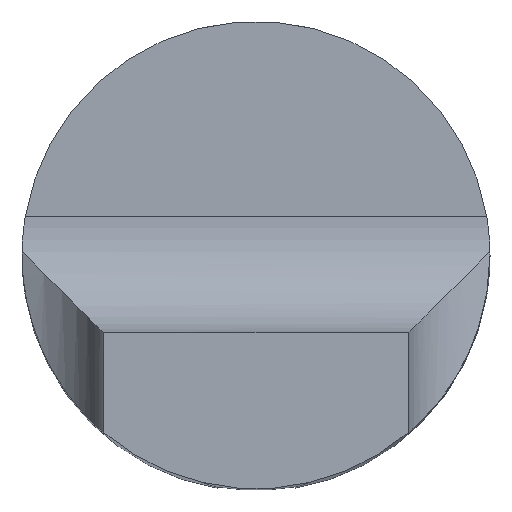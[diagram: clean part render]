
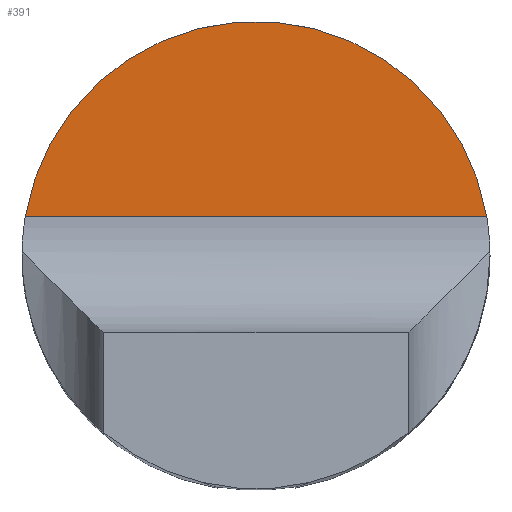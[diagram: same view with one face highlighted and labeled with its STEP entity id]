
A CAD part, top view. The second image highlights one B-rep face of the part: STEP entity #391.
In plain terms, the highlighted planar face has unit normal (0, 0, 1).
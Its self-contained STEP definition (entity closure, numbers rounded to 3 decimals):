
#71 = VERTEX_POINT ( 'NONE', #1049 ) ;
#74 = CARTESIAN_POINT ( 'NONE',  ( 0.195, 0.05, 1.4 ) ) ;
#102 = CIRCLE ( 'NONE', #231, 0.3 ) ;
#117 = LINE ( 'NONE', #74, #1044 ) ;
#148 = DIRECTION ( 'NONE',  ( -1., 0., 0. ) ) ;
#186 = ORIENTED_EDGE ( 'NONE', *, *, #873, .F. ) ;
#231 = AXIS2_PLACEMENT_3D ( 'NONE', #979, #554, #486 ) ;
#264 = EDGE_LOOP ( 'NONE', ( #186, #686 ) ) ;
#379 = DIRECTION ( 'NONE',  ( 1., 0., 0. ) ) ;
#391 = ADVANCED_FACE ( 'NONE', ( #588 ), #800, .F. ) ;
#486 = DIRECTION ( 'NONE',  ( -1., 0., 0. ) ) ;
#554 = DIRECTION ( 'NONE',  ( 0., 0., -1. ) ) ;
#588 = FACE_OUTER_BOUND ( 'NONE', #264, .T. ) ;
#593 = CARTESIAN_POINT ( 'NONE',  ( 0.296, 0.05, 1.4 ) ) ;
#686 = ORIENTED_EDGE ( 'NONE', *, *, #726, .T. ) ;
#707 = VERTEX_POINT ( 'NONE', #593 ) ;
#726 = EDGE_CURVE ( 'NONE', #71, #707, #117, .T. ) ;
#788 = AXIS2_PLACEMENT_3D ( 'NONE', #1040, #793, #148 ) ;
#793 = DIRECTION ( 'NONE',  ( 0., 0., -1. ) ) ;
#800 = PLANE ( 'NONE',  #788 ) ;
#873 = EDGE_CURVE ( 'NONE', #71, #707, #102, .T. ) ;
#979 = CARTESIAN_POINT ( 'NONE',  ( 0., 0., 1.4 ) ) ;
#1040 = CARTESIAN_POINT ( 'NONE',  ( 0., 0., 1.4 ) ) ;
#1044 = VECTOR ( 'NONE', #379, 1000. ) ;
#1049 = CARTESIAN_POINT ( 'NONE',  ( -0.296, 0.05, 1.4 ) ) ;
